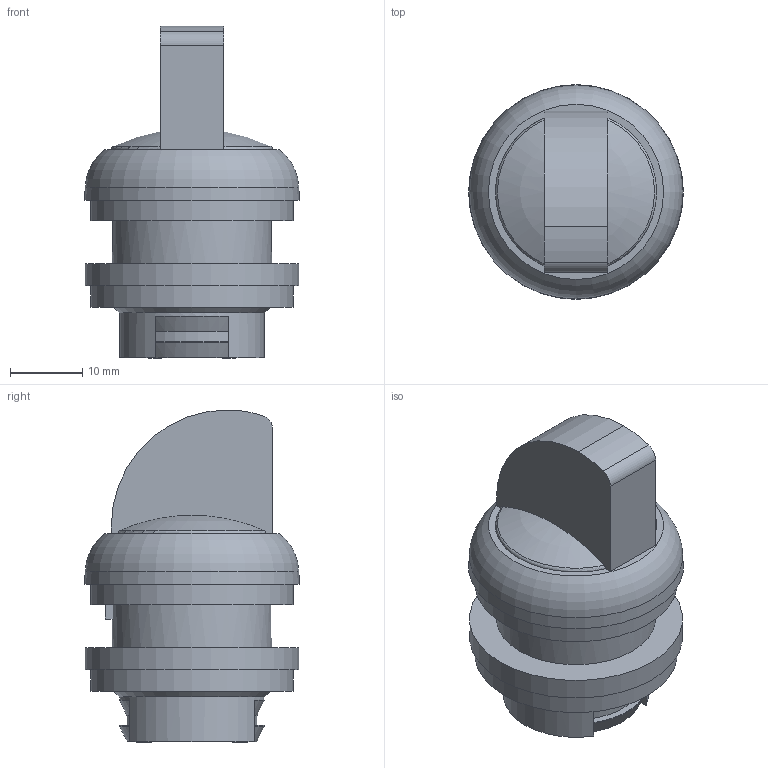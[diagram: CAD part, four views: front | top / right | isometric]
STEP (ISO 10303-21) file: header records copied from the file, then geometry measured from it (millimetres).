
FILE_DESCRIPTION(/* description */ ('Alibre Inc.'),/* implementation_level */ '2;1');
FILE_NAME(/* name */ 'export-3B0A4EAC-1F3E-4FD4-B425-A1A9442B4E56',/* time_stamp */ '2023-07-07T15:48:20+02:00',/* author */ (''),/* organization */ (''),/* preprocessor_version */ 'ST-DEVELOPER v17',/* originating_system */ 'Alibre',/* authorisation */ '');
FILE_SCHEMA (('AUTOMOTIVE_DESIGN'));
Length unit declared in the file: millimetre
Products named in the file (1): 216812
Bounding box: 29.7 x 29.7 x 45.9 mm (x, y, z)
Volume: 17567.9 mm3; surface area: 4936.3 mm2
Topology: 1 solids, 1 shells, 50 faces, 122 edges, 82 vertices
Faces by surface type: plane 29, cylinder 10, cone 6, torus 3, sphere 2
Full cylindrical faces by diameter (mm): 20 x1, 22 x1, 28 x2, 29.5 x1
Entity records: 1455 total; most frequent: CARTESIAN_POINT 281, ORIENTED_EDGE 244, DIRECTION 212, EDGE_CURVE 122, AXIS2_PLACEMENT_3D 93, VERTEX_POINT 82, VECTOR 58, LINE 58
